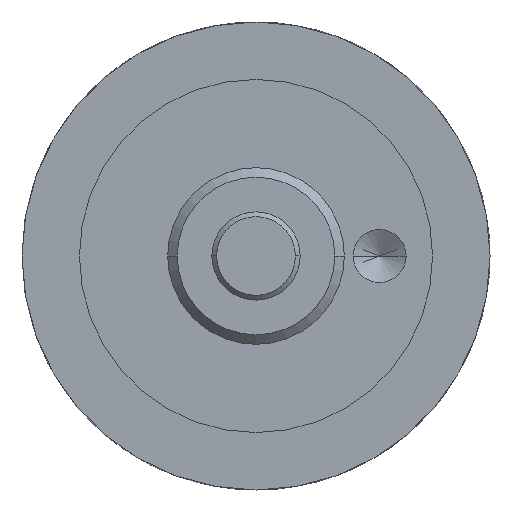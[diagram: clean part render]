
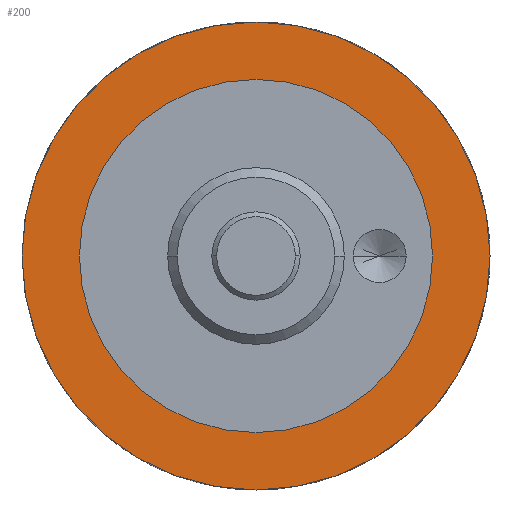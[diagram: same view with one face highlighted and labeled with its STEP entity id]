
A CAD part, front view. The second image highlights one B-rep face of the part: STEP entity #200.
In plain terms, the highlighted planar face has unit normal (0, -1, 0).
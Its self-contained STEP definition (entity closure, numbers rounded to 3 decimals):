
#200=ADVANCED_FACE('',(#432,#433),#434,.T.);
#432=FACE_OUTER_BOUND('',#720,.T.);
#433=FACE_BOUND('',#721,.T.);
#434=PLANE('',#722);
#720=EDGE_LOOP('',(#1157,#1158));
#721=EDGE_LOOP('',(#1159,#1160));
#722=AXIS2_PLACEMENT_3D('',#1161,#1162,#1163);
#1157=ORIENTED_EDGE('',*,*,#1649,.F.);
#1158=ORIENTED_EDGE('',*,*,#1664,.F.);
#1159=ORIENTED_EDGE('',*,*,#1586,.T.);
#1160=ORIENTED_EDGE('',*,*,#1692,.T.);
#1161=CARTESIAN_POINT('',(11.625,6.0,0.0));
#1162=DIRECTION('',(-0.0,-1.0,-0.0));
#1163=DIRECTION('',(-1.0,0.0,0.0));
#1586=EDGE_CURVE('',#1847,#1851,#1853,.T.);
#1649=EDGE_CURVE('',#1952,#1954,#1955,.T.);
#1664=EDGE_CURVE('',#1954,#1952,#1975,.T.);
#1692=EDGE_CURVE('',#1851,#1847,#2004,.T.);
#1847=VERTEX_POINT('',#2215);
#1851=VERTEX_POINT('',#2220);
#1853=CIRCLE('',#2223,10.0);
#1952=VERTEX_POINT('',#2468);
#1954=VERTEX_POINT('',#2471);
#1955=CIRCLE('',#2472,13.25);
#1975=CIRCLE('',#2568,13.25);
#2004=CIRCLE('',#2620,10.0);
#2215=CARTESIAN_POINT('',(10.0,6.0,0.0));
#2220=CARTESIAN_POINT('',(-10.0,6.0,0.));
#2223=AXIS2_PLACEMENT_3D('',#3390,#3391,#3392);
#2468=CARTESIAN_POINT('',(13.25,6.0,0.0));
#2471=CARTESIAN_POINT('',(-13.25,6.0,0.));
#2472=AXIS2_PLACEMENT_3D('',#3469,#3470,#3471);
#2568=AXIS2_PLACEMENT_3D('',#3483,#3484,#3485);
#2620=AXIS2_PLACEMENT_3D('',#3513,#3514,#3515);
#3390=CARTESIAN_POINT('',(0.0,6.0,0.0));
#3391=DIRECTION('',(-0.0,1.0,0.0));
#3392=DIRECTION('',(1.0,0.0,0.0));
#3469=CARTESIAN_POINT('',(0.0,6.0,0.0));
#3470=DIRECTION('',(-0.0,1.0,0.0));
#3471=DIRECTION('',(1.0,0.0,0.0));
#3483=CARTESIAN_POINT('',(0.0,6.0,0.0));
#3484=DIRECTION('',(-0.0,1.0,0.0));
#3485=DIRECTION('',(1.0,0.0,0.0));
#3513=CARTESIAN_POINT('',(0.0,6.0,0.0));
#3514=DIRECTION('',(-0.0,1.0,0.0));
#3515=DIRECTION('',(1.0,0.0,0.0));
